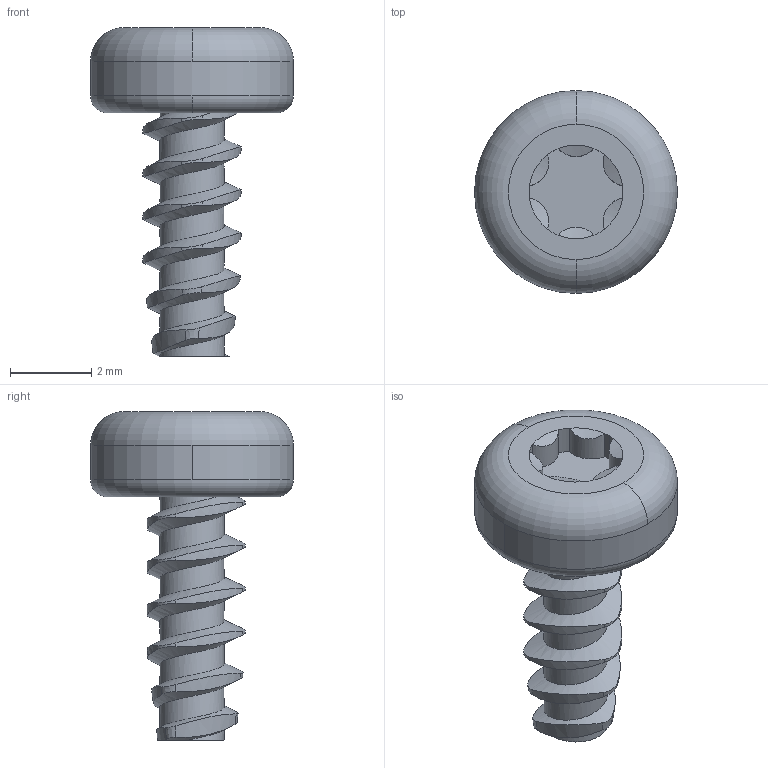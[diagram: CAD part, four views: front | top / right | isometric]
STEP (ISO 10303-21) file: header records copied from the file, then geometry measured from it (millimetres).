
FILE_DESCRIPTION (( 'STEP AP203' ), '1' );
FILE_NAME ('99397A349_Torx Plus Rounded Head Thread-Forming Screws.STEP', '2023-02-20T19:52:21', ( 'Administrator' ), ( 'Managed by Terraform' ), 'SwSTEP 2.0', 'SolidWorks 2017', '' );
FILE_SCHEMA (( 'CONFIG_CONTROL_DESIGN' ));
Length unit declared in the file: millimetre
Products named in the file (1): 99397A349_Torx Plus Rounded Head Thread-Forming Screws
Bounding box: 5 x 5 x 8.1 mm (x, y, z)
Volume: 52.2 mm3; surface area: 118.9 mm2
Topology: 1 solids, 1 shells, 76 faces, 210 edges, 138 vertices
Faces by surface type: cylinder 43, cone 22, torus 4, plane 4, bspline 3
Entity records: 3727 total; most frequent: CARTESIAN_POINT 1888, ORIENTED_EDGE 420, DIRECTION 301, EDGE_CURVE 210, VERTEX_POINT 138, AXIS2_PLACEMENT_3D 122, B_SPLINE_CURVE_WITH_KNOTS 100, EDGE_LOOP 78
